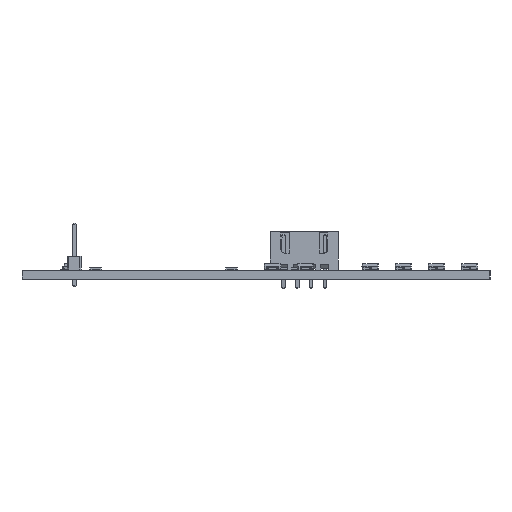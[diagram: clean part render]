
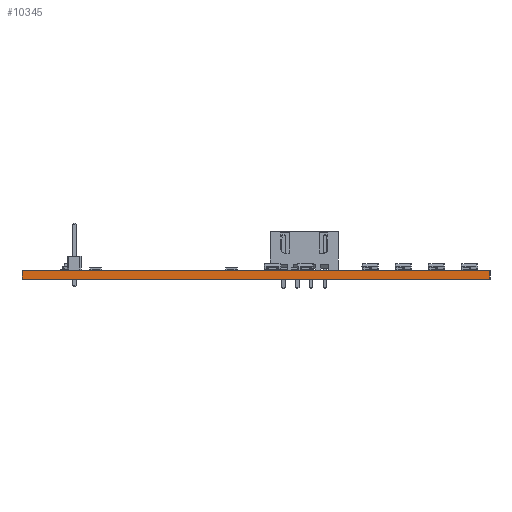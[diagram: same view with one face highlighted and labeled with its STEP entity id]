
A CAD part, left-side view. The second image highlights one B-rep face of the part: STEP entity #10345.
In plain terms, the highlighted planar face has unit normal (-1, 0, 0).
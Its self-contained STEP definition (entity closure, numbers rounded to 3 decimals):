
#10289 = VERTEX_POINT('',#10290);
#10290 = CARTESIAN_POINT('',(17.,-109.,1.6));
#10296 = EDGE_CURVE('',#10297,#10289,#10299,.T.);
#10297 = VERTEX_POINT('',#10298);
#10298 = CARTESIAN_POINT('',(17.,-109.,0.));
#10299 = LINE('',#10300,#10301);
#10300 = CARTESIAN_POINT('',(17.,-109.,0.));
#10301 = VECTOR('',#10302,1.);
#10302 = DIRECTION('',(0.,0.,1.));
#10345 = ADVANCED_FACE('',(#10346),#10371,.T.);
#10346 = FACE_BOUND('',#10347,.T.);
#10347 = EDGE_LOOP('',(#10348,#10349,#10357,#10365));
#10348 = ORIENTED_EDGE('',*,*,#10296,.T.);
#10349 = ORIENTED_EDGE('',*,*,#10350,.T.);
#10350 = EDGE_CURVE('',#10289,#10351,#10353,.T.);
#10351 = VERTEX_POINT('',#10352);
#10352 = CARTESIAN_POINT('',(17.,-24.,1.6));
#10353 = LINE('',#10354,#10355);
#10354 = CARTESIAN_POINT('',(17.,-109.,1.6));
#10355 = VECTOR('',#10356,1.);
#10356 = DIRECTION('',(0.,1.,0.));
#10357 = ORIENTED_EDGE('',*,*,#10358,.F.);
#10358 = EDGE_CURVE('',#10359,#10351,#10361,.T.);
#10359 = VERTEX_POINT('',#10360);
#10360 = CARTESIAN_POINT('',(17.,-24.,0.));
#10361 = LINE('',#10362,#10363);
#10362 = CARTESIAN_POINT('',(17.,-24.,0.));
#10363 = VECTOR('',#10364,1.);
#10364 = DIRECTION('',(0.,0.,1.));
#10365 = ORIENTED_EDGE('',*,*,#10366,.F.);
#10366 = EDGE_CURVE('',#10297,#10359,#10367,.T.);
#10367 = LINE('',#10368,#10369);
#10368 = CARTESIAN_POINT('',(17.,-109.,0.));
#10369 = VECTOR('',#10370,1.);
#10370 = DIRECTION('',(0.,1.,0.));
#10371 = PLANE('',#10372);
#10372 = AXIS2_PLACEMENT_3D('',#10373,#10374,#10375);
#10373 = CARTESIAN_POINT('',(17.,-109.,0.));
#10374 = DIRECTION('',(-1.,0.,0.));
#10375 = DIRECTION('',(0.,1.,0.));
